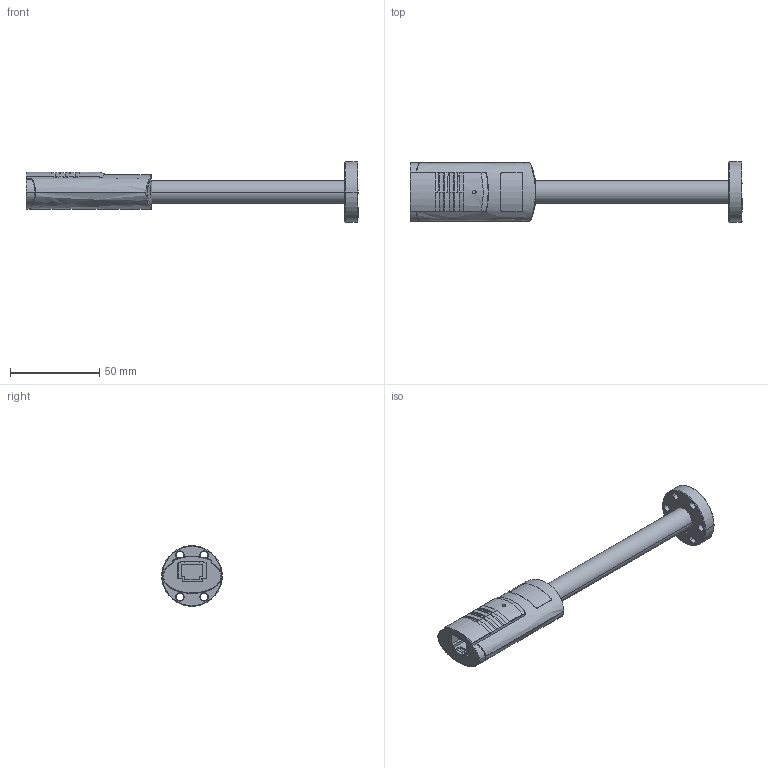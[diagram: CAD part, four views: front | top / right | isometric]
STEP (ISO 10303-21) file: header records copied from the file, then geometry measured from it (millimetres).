
FILE_DESCRIPTION((''),'2;1');
FILE_NAME('350-068.stp','2005-02-03T17:11:45',('BEM'),(''),'Autodesk Inventor 9','Autodesk Inventor 9','');
FILE_SCHEMA(('AUTOMOTIVE_DESIGN { 1 0 10303 214 1 1 1 1 }'));
Length unit declared in the file: millimetre
Products named in the file (1): 350-068
Bounding box: 186.1 x 34 x 34 mm (x, y, z)
Volume: 21021.8 mm3; surface area: 28327.1 mm2
Topology: 3 solids, 4 shells, 557 faces, 1531 edges, 977 vertices
Faces by surface type: plane 196, cylinder 165, bspline 124, cone 60, torus 8, sphere 4
Entity records: 21936 total; most frequent: CARTESIAN_POINT 8532, ORIENTED_EDGE 3058, DIRECTION 2407, EDGE_CURVE 1529, VERTEX_POINT 977, AXIS2_PLACEMENT_3D 815, VECTOR 777, LINE 777
